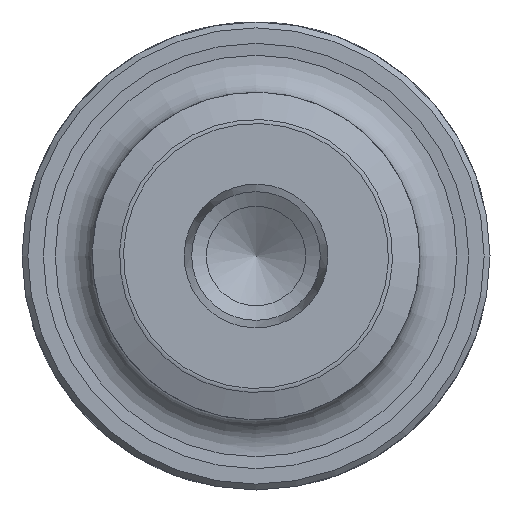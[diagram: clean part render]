
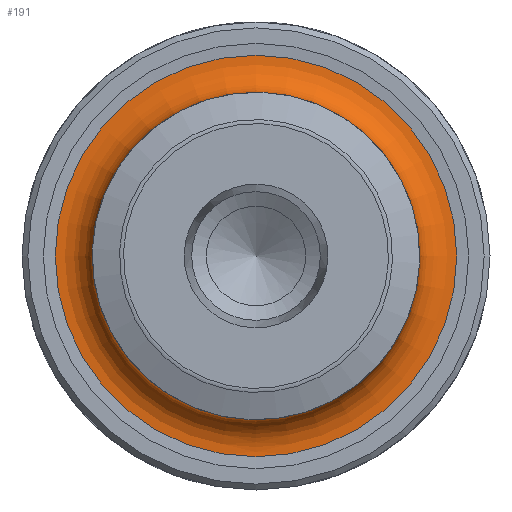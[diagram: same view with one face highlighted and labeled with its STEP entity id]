
A CAD part, left-side view. The second image highlights one B-rep face of the part: STEP entity #191.
In plain terms, the highlighted toroidal (fillet/blend) face has major radius 16.9 mm and minor radius 3 mm.
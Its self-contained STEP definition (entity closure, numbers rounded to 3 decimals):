
#45=TOROIDAL_SURFACE('',#860,16.9,3.);
#191=ADVANCED_FACE('',(#287,#288),#45,.F.);
#287=FACE_BOUND('',#381,.T.);
#288=FACE_BOUND('',#382,.T.);
#381=EDGE_LOOP('',(#549));
#382=EDGE_LOOP('',(#550));
#549=ORIENTED_EDGE('',*,*,#739,.T.);
#550=ORIENTED_EDGE('',*,*,#740,.F.);
#652=VERTEX_POINT('',#1775);
#653=VERTEX_POINT('',#1778);
#739=EDGE_CURVE('',#652,#652,#776,.T.);
#740=EDGE_CURVE('',#653,#653,#777,.T.);
#776=CIRCLE('',#857,17.161);
#777=CIRCLE('',#859,13.9);
#857=AXIS2_PLACEMENT_3D('',#1774,#1028,#1029);
#859=AXIS2_PLACEMENT_3D('',#1777,#1032,#1033);
#860=AXIS2_PLACEMENT_3D('',#1779,#1034,#1035);
#1028=DIRECTION('',(-1.,0.,0.));
#1029=DIRECTION('',(0.,0.,-1.));
#1032=DIRECTION('',(-1.,0.,0.));
#1033=DIRECTION('',(0.,0.,-1.));
#1034=DIRECTION('',(1.,0.,0.));
#1035=DIRECTION('',(0.,0.,-1.));
#1774=CARTESIAN_POINT('',(40.089,0.,0.));
#1775=CARTESIAN_POINT('',(40.089,0.,-17.161));
#1777=CARTESIAN_POINT('',(37.1,0.,0.));
#1778=CARTESIAN_POINT('',(37.1,0.,-13.9));
#1779=CARTESIAN_POINT('',(37.1,0.,0.));
